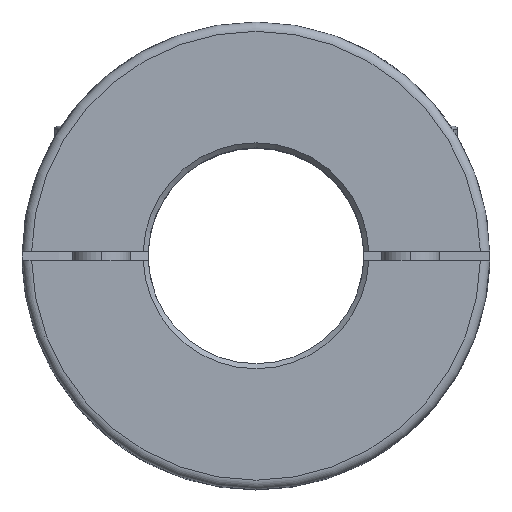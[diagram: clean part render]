
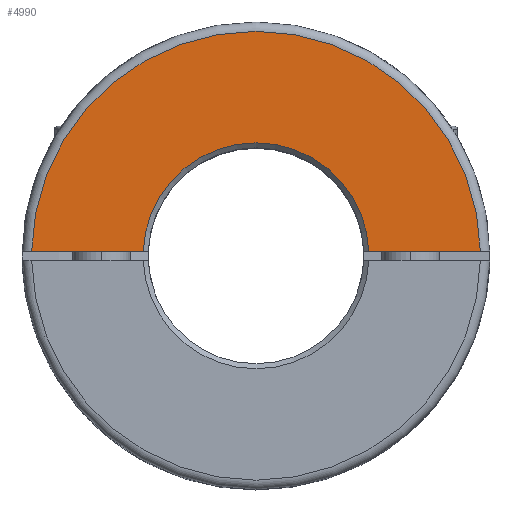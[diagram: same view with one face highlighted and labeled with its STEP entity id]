
A CAD part, top view. The second image highlights one B-rep face of the part: STEP entity #4990.
In plain terms, the highlighted planar face has unit normal (0, 0, 1).
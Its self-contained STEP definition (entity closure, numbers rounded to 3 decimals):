
#255 = DIRECTION ( 'NONE',  ( 1., 0., 0. ) ) ;
#301 = VECTOR ( 'NONE', #7550, 1000. ) ;
#349 = EDGE_CURVE ( 'NONE', #2946, #4859, #6809, .T. ) ;
#525 = CARTESIAN_POINT ( 'NONE',  ( 0., 0.65, 26.25 ) ) ;
#642 = CARTESIAN_POINT ( 'NONE',  ( 0., 0.65, 26.25 ) ) ;
#1069 = DIRECTION ( 'NONE',  ( 0., 0., 1. ) ) ;
#1477 = EDGE_LOOP ( 'NONE', ( #1524, #3763, #3000, #3499 ) ) ;
#1524 = ORIENTED_EDGE ( 'NONE', *, *, #1577, .F. ) ;
#1577 = EDGE_CURVE ( 'NONE', #6426, #7901, #6274, .T. ) ;
#1580 = CARTESIAN_POINT ( 'NONE',  ( 15.687, 0.65, 26.25 ) ) ;
#1685 = CARTESIAN_POINT ( 'NONE',  ( 0., 0., 26.25 ) ) ;
#1867 = PLANE ( 'NONE',  #5481 ) ;
#1999 = CARTESIAN_POINT ( 'NONE',  ( 0., 0., 26.25 ) ) ;
#2812 = VECTOR ( 'NONE', #7636, 1000. ) ;
#2946 = VERTEX_POINT ( 'NONE', #5234 ) ;
#2953 = AXIS2_PLACEMENT_3D ( 'NONE', #1999, #3954, #4580 ) ;
#3000 = ORIENTED_EDGE ( 'NONE', *, *, #349, .F. ) ;
#3154 = EDGE_CURVE ( 'NONE', #2946, #7901, #3579, .T. ) ;
#3168 = AXIS2_PLACEMENT_3D ( 'NONE', #6023, #7134, #255 ) ;
#3499 = ORIENTED_EDGE ( 'NONE', *, *, #3154, .T. ) ;
#3579 = CIRCLE ( 'NONE', #3168, 15.7 ) ;
#3763 = ORIENTED_EDGE ( 'NONE', *, *, #5111, .T. ) ;
#3954 = DIRECTION ( 'NONE',  ( 0., 0., 1. ) ) ;
#3974 = CARTESIAN_POINT ( 'NONE',  ( 31.193, 0.65, 26.25 ) ) ;
#4178 = DIRECTION ( 'NONE',  ( 1., 0., 0. ) ) ;
#4580 = DIRECTION ( 'NONE',  ( 1., 0., 0. ) ) ;
#4859 = VERTEX_POINT ( 'NONE', #5930 ) ;
#4990 = ADVANCED_FACE ( 'NONE', ( #7326 ), #1867, .T. ) ;
#5111 = EDGE_CURVE ( 'NONE', #6426, #4859, #8119, .T. ) ;
#5234 = CARTESIAN_POINT ( 'NONE',  ( -15.687, 0.65, 26.25 ) ) ;
#5481 = AXIS2_PLACEMENT_3D ( 'NONE', #1685, #1069, #4178 ) ;
#5930 = CARTESIAN_POINT ( 'NONE',  ( -31.193, 0.65, 26.25 ) ) ;
#6023 = CARTESIAN_POINT ( 'NONE',  ( 0., 0., 26.25 ) ) ;
#6274 = LINE ( 'NONE', #642, #301 ) ;
#6426 = VERTEX_POINT ( 'NONE', #3974 ) ;
#6809 = LINE ( 'NONE', #525, #2812 ) ;
#7134 = DIRECTION ( 'NONE',  ( 0., 0., -1. ) ) ;
#7326 = FACE_OUTER_BOUND ( 'NONE', #1477, .T. ) ;
#7550 = DIRECTION ( 'NONE',  ( -1., 0., 0. ) ) ;
#7636 = DIRECTION ( 'NONE',  ( -1., 0., 0. ) ) ;
#7901 = VERTEX_POINT ( 'NONE', #1580 ) ;
#8119 = CIRCLE ( 'NONE', #2953, 31.2 ) ;
